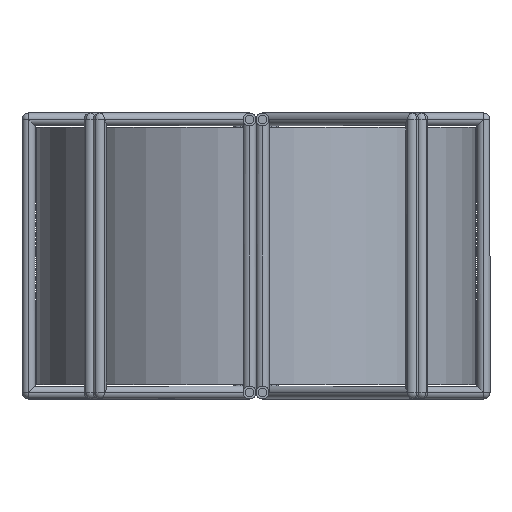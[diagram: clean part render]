
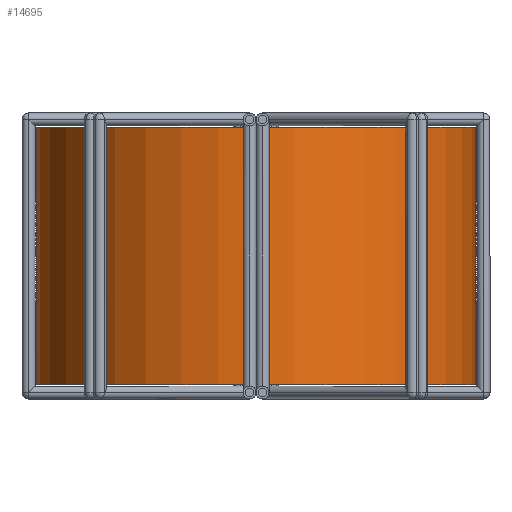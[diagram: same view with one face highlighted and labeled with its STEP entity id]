
A CAD part, front view. The second image highlights one B-rep face of the part: STEP entity #14695.
In plain terms, the highlighted cylindrical face has radius 8.45 mm (diameter 16.9 mm), a partial arc.
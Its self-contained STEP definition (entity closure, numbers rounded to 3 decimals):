
#152 = VERTEX_POINT ( 'NONE', #3731 ) ;
#169 = DIRECTION ( 'NONE',  ( 1., 0., 0. ) ) ;
#331 = VERTEX_POINT ( 'NONE', #4165 ) ;
#2034 = CARTESIAN_POINT ( 'NONE',  ( 0., 0., 9.9 ) ) ;
#2636 = ORIENTED_EDGE ( 'NONE', *, *, #13553, .F. ) ;
#2707 = VECTOR ( 'NONE', #3612, 1000. ) ;
#3299 = EDGE_CURVE ( 'NONE', #331, #4879, #13779, .T. ) ;
#3379 = CARTESIAN_POINT ( 'NONE',  ( -8.45, 0., 0. ) ) ;
#3503 = LINE ( 'NONE', #4919, #2707 ) ;
#3612 = DIRECTION ( 'NONE',  ( 0., 0., -1. ) ) ;
#3731 = CARTESIAN_POINT ( 'NONE',  ( 8.45, 0., 0. ) ) ;
#4165 = CARTESIAN_POINT ( 'NONE',  ( -8.45, 0., 9.9 ) ) ;
#4879 = VERTEX_POINT ( 'NONE', #9437 ) ;
#4919 = CARTESIAN_POINT ( 'NONE',  ( -8.45, 0., 9.9 ) ) ;
#5114 = CARTESIAN_POINT ( 'NONE',  ( 8.45, 0., 9.9 ) ) ;
#5250 = CARTESIAN_POINT ( 'NONE',  ( 0., 0., 9.9 ) ) ;
#5253 = VERTEX_POINT ( 'NONE', #3379 ) ;
#5740 = DIRECTION ( 'NONE',  ( 1., 0., 0. ) ) ;
#5764 = VECTOR ( 'NONE', #8863, 1000. ) ;
#6618 = ORIENTED_EDGE ( 'NONE', *, *, #11107, .T. ) ;
#7710 = CYLINDRICAL_SURFACE ( 'NONE', #13572, 8.45 ) ;
#7820 = DIRECTION ( 'NONE',  ( 0., 0., 1. ) ) ;
#8316 = DIRECTION ( 'NONE',  ( 0., 0., -1. ) ) ;
#8367 = LINE ( 'NONE', #5114, #5764 ) ;
#8399 = ORIENTED_EDGE ( 'NONE', *, *, #3299, .F. ) ;
#8431 = EDGE_CURVE ( 'NONE', #331, #5253, #3503, .T. ) ;
#8863 = DIRECTION ( 'NONE',  ( 0., 0., -1. ) ) ;
#9437 = CARTESIAN_POINT ( 'NONE',  ( 8.45, 0., 9.9 ) ) ;
#9845 = EDGE_LOOP ( 'NONE', ( #2636, #8399, #12963, #6618 ) ) ;
#11107 = EDGE_CURVE ( 'NONE', #5253, #152, #16135, .T. ) ;
#11173 = AXIS2_PLACEMENT_3D ( 'NONE', #14642, #13277, #5740 ) ;
#12115 = DIRECTION ( 'NONE',  ( -1., 0., 0. ) ) ;
#12963 = ORIENTED_EDGE ( 'NONE', *, *, #8431, .T. ) ;
#13277 = DIRECTION ( 'NONE',  ( 0., 0., 1. ) ) ;
#13553 = EDGE_CURVE ( 'NONE', #4879, #152, #8367, .T. ) ;
#13572 = AXIS2_PLACEMENT_3D ( 'NONE', #2034, #8316, #12115 ) ;
#13779 = CIRCLE ( 'NONE', #15295, 8.45 ) ;
#14642 = CARTESIAN_POINT ( 'NONE',  ( 0., 0., 0. ) ) ;
#14695 = ADVANCED_FACE ( 'NONE', ( #16380 ), #7710, .T. ) ;
#15295 = AXIS2_PLACEMENT_3D ( 'NONE', #5250, #7820, #169 ) ;
#16135 = CIRCLE ( 'NONE', #11173, 8.45 ) ;
#16380 = FACE_OUTER_BOUND ( 'NONE', #9845, .T. ) ;
